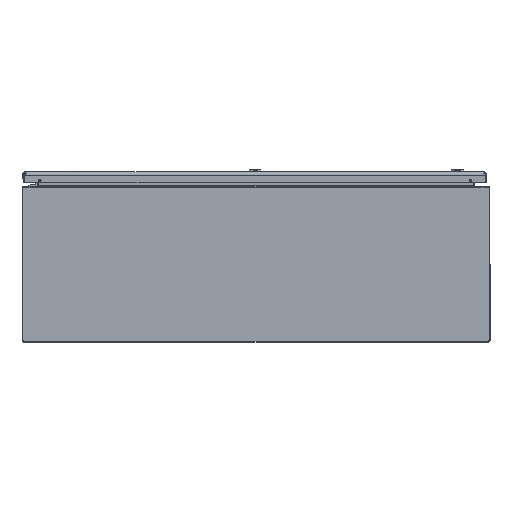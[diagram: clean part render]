
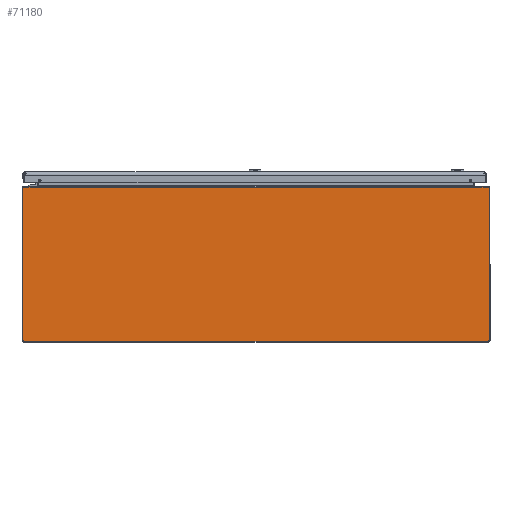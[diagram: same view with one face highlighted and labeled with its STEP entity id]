
A CAD part, front view. The second image highlights one B-rep face of the part: STEP entity #71180.
In plain terms, the highlighted planar face has unit normal (0, -1, 0).
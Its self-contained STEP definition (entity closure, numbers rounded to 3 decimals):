
#4618 = AXIS2_PLACEMENT_3D ( 'NONE', #128770, #40414, #69206 ) ;
#6046 = EDGE_CURVE ( 'NONE', #125934, #177530, #38922, .T. ) ;
#6561 = ORIENTED_EDGE ( 'NONE', *, *, #155116, .T. ) ;
#8067 = LINE ( 'NONE', #43746, #35642 ) ;
#9546 = CARTESIAN_POINT ( 'NONE',  ( -17.937, -24., -5.857 ) ) ;
#10288 = VECTOR ( 'NONE', #132411, 39.37 ) ;
#10337 = LINE ( 'NONE', #98704, #112784 ) ;
#14960 = DIRECTION ( 'NONE',  ( 0., 0., -1. ) ) ;
#16166 = LINE ( 'NONE', #33012, #54978 ) ;
#19305 = DIRECTION ( 'NONE',  ( 0., 0., 1. ) ) ;
#20530 = VECTOR ( 'NONE', #38075, 39.37 ) ;
#20715 = VERTEX_POINT ( 'NONE', #113260 ) ;
#23889 = VERTEX_POINT ( 'NONE', #49072 ) ;
#25164 = CIRCLE ( 'NONE', #164751, 0.08 ) ;
#26695 = EDGE_CURVE ( 'NONE', #143310, #23889, #102590, .T. ) ;
#31431 = ORIENTED_EDGE ( 'NONE', *, *, #166319, .T. ) ;
#32964 = VECTOR ( 'NONE', #65404, 39.37 ) ;
#33012 = CARTESIAN_POINT ( 'NONE',  ( 0., -24., -5.937 ) ) ;
#33573 = EDGE_CURVE ( 'NONE', #146674, #65459, #142356, .T. ) ;
#34295 = AXIS2_PLACEMENT_3D ( 'NONE', #71165, #180362, #115833 ) ;
#35162 = VERTEX_POINT ( 'NONE', #195450 ) ;
#35642 = VECTOR ( 'NONE', #167842, 39.37 ) ;
#38075 = DIRECTION ( 'NONE',  ( -1., 0., 0. ) ) ;
#38922 = LINE ( 'NONE', #84573, #46238 ) ;
#39029 = CARTESIAN_POINT ( 'NONE',  ( 16.798, -24., 5.883 ) ) ;
#40414 = DIRECTION ( 'NONE',  ( 0., -1., 0. ) ) ;
#43746 = CARTESIAN_POINT ( 'NONE',  ( 0., -24., 5.937 ) ) ;
#44294 = EDGE_CURVE ( 'NONE', #159637, #111945, #94538, .T. ) ;
#46238 = VECTOR ( 'NONE', #99429, 39.37 ) ;
#46675 = ORIENTED_EDGE ( 'NONE', *, *, #69876, .F. ) ;
#47166 = ORIENTED_EDGE ( 'NONE', *, *, #6046, .F. ) ;
#47550 = AXIS2_PLACEMENT_3D ( 'NONE', #172433, #188257, #52236 ) ;
#49072 = CARTESIAN_POINT ( 'NONE',  ( 16.823, -24., 5.937 ) ) ;
#49699 = ORIENTED_EDGE ( 'NONE', *, *, #140254, .T. ) ;
#50953 = ORIENTED_EDGE ( 'NONE', *, *, #44294, .T. ) ;
#52236 = DIRECTION ( 'NONE',  ( 0., 0., -1. ) ) ;
#54978 = VECTOR ( 'NONE', #125313, 39.37 ) ;
#56678 = VECTOR ( 'NONE', #116092, 39.37 ) ;
#60606 = EDGE_CURVE ( 'NONE', #65459, #116882, #126117, .T. ) ;
#65404 = DIRECTION ( 'NONE',  ( 1., 0., 0. ) ) ;
#65459 = VERTEX_POINT ( 'NONE', #39029 ) ;
#67912 = CARTESIAN_POINT ( 'NONE',  ( 17.857, -24., 5.857 ) ) ;
#69206 = DIRECTION ( 'NONE',  ( 0., 0., -1. ) ) ;
#69876 = EDGE_CURVE ( 'NONE', #177530, #116882, #170697, .T. ) ;
#70132 = CARTESIAN_POINT ( 'NONE',  ( -16.823, -24., 5.937 ) ) ;
#71165 = CARTESIAN_POINT ( 'NONE',  ( -17.857, -24., -5.857 ) ) ;
#71180 = ADVANCED_FACE ( 'NONE', ( #114824 ), #100919, .T. ) ;
#71851 = CARTESIAN_POINT ( 'NONE',  ( 0., -24., 5.937 ) ) ;
#81541 = ORIENTED_EDGE ( 'NONE', *, *, #154036, .T. ) ;
#83904 = ORIENTED_EDGE ( 'NONE', *, *, #190471, .T. ) ;
#84573 = CARTESIAN_POINT ( 'NONE',  ( -16.818, -24., 5.91 ) ) ;
#88094 = VERTEX_POINT ( 'NONE', #195939 ) ;
#88441 = LINE ( 'NONE', #121144, #94488 ) ;
#91559 = ORIENTED_EDGE ( 'NONE', *, *, #165112, .T. ) ;
#94488 = VECTOR ( 'NONE', #14960, 39.37 ) ;
#94538 = CIRCLE ( 'NONE', #34295, 0.08 ) ;
#98234 = CIRCLE ( 'NONE', #47550, 0.08 ) ;
#98704 = CARTESIAN_POINT ( 'NONE',  ( 16.818, -24., 5.91 ) ) ;
#99429 = DIRECTION ( 'NONE',  ( 0.174, 0., -0.985 ) ) ;
#100919 = PLANE ( 'NONE',  #4618 ) ;
#102590 = LINE ( 'NONE', #71851, #10288 ) ;
#104514 = DIRECTION ( 'NONE',  ( 0., -1., 0. ) ) ;
#109376 = CARTESIAN_POINT ( 'NONE',  ( -16.814, -24., 5.883 ) ) ;
#111945 = VERTEX_POINT ( 'NONE', #161513 ) ;
#112784 = VECTOR ( 'NONE', #177161, 39.37 ) ;
#113260 = CARTESIAN_POINT ( 'NONE',  ( -17.937, -24., 5.857 ) ) ;
#114824 = FACE_OUTER_BOUND ( 'NONE', #176464, .T. ) ;
#115489 = DIRECTION ( 'NONE',  ( 0., -1., 0. ) ) ;
#115833 = DIRECTION ( 'NONE',  ( 0., 0., -1. ) ) ;
#116092 = DIRECTION ( 'NONE',  ( -1., 0., 0. ) ) ;
#116882 = VERTEX_POINT ( 'NONE', #130209 ) ;
#121144 = CARTESIAN_POINT ( 'NONE',  ( -17.937, -24., 0. ) ) ;
#125313 = DIRECTION ( 'NONE',  ( 1., 0., 0. ) ) ;
#125934 = VERTEX_POINT ( 'NONE', #70132 ) ;
#126117 = LINE ( 'NONE', #142024, #56678 ) ;
#126131 = VERTEX_POINT ( 'NONE', #176894 ) ;
#127317 = EDGE_CURVE ( 'NONE', #23889, #146674, #10337, .T. ) ;
#128770 = CARTESIAN_POINT ( 'NONE',  ( 0., -24., 0. ) ) ;
#130209 = CARTESIAN_POINT ( 'NONE',  ( -16.798, -24., 5.883 ) ) ;
#131728 = ORIENTED_EDGE ( 'NONE', *, *, #26695, .T. ) ;
#132411 = DIRECTION ( 'NONE',  ( -1., 0., 0. ) ) ;
#136847 = VERTEX_POINT ( 'NONE', #139997 ) ;
#138847 = CIRCLE ( 'NONE', #167361, 0.08 ) ;
#139997 = CARTESIAN_POINT ( 'NONE',  ( 17.857, -24., -5.937 ) ) ;
#140254 = EDGE_CURVE ( 'NONE', #126131, #88094, #156317, .T. ) ;
#140437 = CARTESIAN_POINT ( 'NONE',  ( 17.937, -24., 0. ) ) ;
#142024 = CARTESIAN_POINT ( 'NONE',  ( 0., -24., 5.883 ) ) ;
#142356 = LINE ( 'NONE', #174119, #20530 ) ;
#143310 = VERTEX_POINT ( 'NONE', #175577 ) ;
#146674 = VERTEX_POINT ( 'NONE', #181265 ) ;
#151329 = ORIENTED_EDGE ( 'NONE', *, *, #191192, .T. ) ;
#154036 = EDGE_CURVE ( 'NONE', #35162, #20715, #138847, .T. ) ;
#154628 = ORIENTED_EDGE ( 'NONE', *, *, #33573, .T. ) ;
#155116 = EDGE_CURVE ( 'NONE', #20715, #159637, #88441, .T. ) ;
#156317 = LINE ( 'NONE', #140437, #173471 ) ;
#159637 = VERTEX_POINT ( 'NONE', #9546 ) ;
#161430 = ORIENTED_EDGE ( 'NONE', *, *, #127317, .T. ) ;
#161513 = CARTESIAN_POINT ( 'NONE',  ( -17.857, -24., -5.937 ) ) ;
#164751 = AXIS2_PLACEMENT_3D ( 'NONE', #67912, #115489, #190960 ) ;
#165112 = EDGE_CURVE ( 'NONE', #125934, #35162, #8067, .T. ) ;
#165115 = DIRECTION ( 'NONE',  ( 0., 0., -1. ) ) ;
#166319 = EDGE_CURVE ( 'NONE', #111945, #136847, #16166, .T. ) ;
#167361 = AXIS2_PLACEMENT_3D ( 'NONE', #176119, #104514, #165115 ) ;
#167842 = DIRECTION ( 'NONE',  ( -1., 0., 0. ) ) ;
#168717 = CARTESIAN_POINT ( 'NONE',  ( -16.806, -24., 5.883 ) ) ;
#170697 = LINE ( 'NONE', #168717, #32964 ) ;
#172433 = CARTESIAN_POINT ( 'NONE',  ( 17.857, -24., -5.857 ) ) ;
#173471 = VECTOR ( 'NONE', #19305, 39.37 ) ;
#174119 = CARTESIAN_POINT ( 'NONE',  ( 16.806, -24., 5.883 ) ) ;
#175577 = CARTESIAN_POINT ( 'NONE',  ( 17.857, -24., 5.937 ) ) ;
#176119 = CARTESIAN_POINT ( 'NONE',  ( -17.857, -24., 5.857 ) ) ;
#176464 = EDGE_LOOP ( 'NONE', ( #91559, #81541, #6561, #50953, #31431, #151329, #49699, #83904, #131728, #161430, #154628, #179975, #46675, #47166 ) ) ;
#176894 = CARTESIAN_POINT ( 'NONE',  ( 17.937, -24., -5.857 ) ) ;
#177161 = DIRECTION ( 'NONE',  ( -0.174, 0., -0.985 ) ) ;
#177530 = VERTEX_POINT ( 'NONE', #109376 ) ;
#179975 = ORIENTED_EDGE ( 'NONE', *, *, #60606, .T. ) ;
#180362 = DIRECTION ( 'NONE',  ( 0., -1., 0. ) ) ;
#181265 = CARTESIAN_POINT ( 'NONE',  ( 16.814, -24., 5.883 ) ) ;
#188257 = DIRECTION ( 'NONE',  ( 0., -1., 0. ) ) ;
#190471 = EDGE_CURVE ( 'NONE', #88094, #143310, #25164, .T. ) ;
#190960 = DIRECTION ( 'NONE',  ( 0., 0., -1. ) ) ;
#191192 = EDGE_CURVE ( 'NONE', #136847, #126131, #98234, .T. ) ;
#195450 = CARTESIAN_POINT ( 'NONE',  ( -17.857, -24., 5.937 ) ) ;
#195939 = CARTESIAN_POINT ( 'NONE',  ( 17.937, -24., 5.857 ) ) ;
